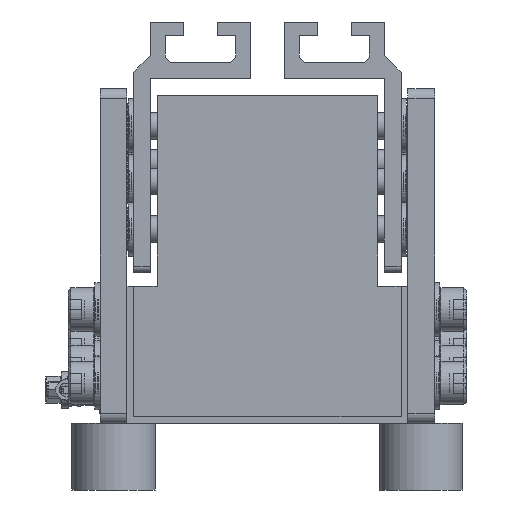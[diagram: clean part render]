
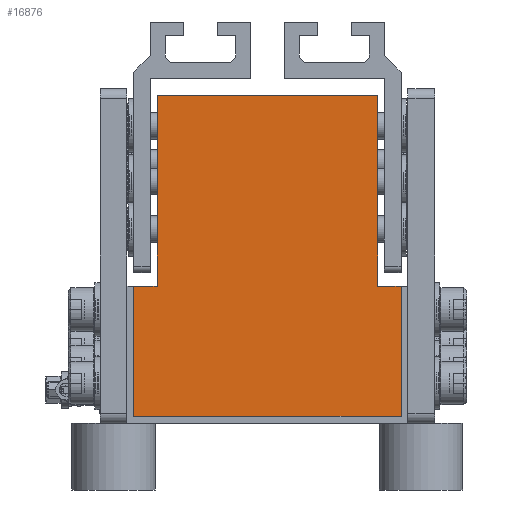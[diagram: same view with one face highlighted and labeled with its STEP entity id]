
A CAD part, left-side view. The second image highlights one B-rep face of the part: STEP entity #16876.
In plain terms, the highlighted face is planar.
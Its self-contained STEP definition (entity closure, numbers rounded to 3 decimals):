
#2296=FACE_OUTER_BOUND('',#3249,.T.);
#3249=EDGE_LOOP('',(#11113,#11114,#11115,#11116,#11117,#11118,#11119,#11120));
#4313=LINE('',#26002,#5549);
#4314=LINE('',#26004,#5550);
#4315=LINE('',#26006,#5551);
#4316=LINE('',#26008,#5552);
#4317=LINE('',#26010,#5553);
#4318=LINE('',#26012,#5554);
#4319=LINE('',#26014,#5555);
#4320=LINE('',#26015,#5556);
#5549=VECTOR('',#20394,1000.);
#5550=VECTOR('',#20395,1000.);
#5551=VECTOR('',#20396,1000.);
#5552=VECTOR('',#20397,1000.);
#5553=VECTOR('',#20398,1000.);
#5554=VECTOR('',#20399,1000.);
#5555=VECTOR('',#20400,1000.);
#5556=VECTOR('',#20401,1000.);
#6785=VERTEX_POINT('',#26000);
#6786=VERTEX_POINT('',#26001);
#6787=VERTEX_POINT('',#26003);
#6788=VERTEX_POINT('',#26005);
#6789=VERTEX_POINT('',#26007);
#6790=VERTEX_POINT('',#26009);
#6791=VERTEX_POINT('',#26011);
#6792=VERTEX_POINT('',#26013);
#8500=EDGE_CURVE('',#6785,#6786,#4313,.T.);
#8501=EDGE_CURVE('',#6787,#6785,#4314,.T.);
#8502=EDGE_CURVE('',#6788,#6787,#4315,.T.);
#8503=EDGE_CURVE('',#6788,#6789,#4316,.T.);
#8504=EDGE_CURVE('',#6789,#6790,#4317,.T.);
#8505=EDGE_CURVE('',#6791,#6790,#4318,.T.);
#8506=EDGE_CURVE('',#6791,#6792,#4319,.T.);
#8507=EDGE_CURVE('',#6792,#6786,#4320,.T.);
#11113=ORIENTED_EDGE('',*,*,#8500,.F.);
#11114=ORIENTED_EDGE('',*,*,#8501,.F.);
#11115=ORIENTED_EDGE('',*,*,#8502,.F.);
#11116=ORIENTED_EDGE('',*,*,#8503,.T.);
#11117=ORIENTED_EDGE('',*,*,#8504,.T.);
#11118=ORIENTED_EDGE('',*,*,#8505,.F.);
#11119=ORIENTED_EDGE('',*,*,#8506,.T.);
#11120=ORIENTED_EDGE('',*,*,#8507,.T.);
#16339=PLANE('',#18202);
#16876=ADVANCED_FACE('',(#2296),#16339,.F.);
#18202=AXIS2_PLACEMENT_3D('',#25999,#20392,#20393);
#20392=DIRECTION('center_axis',(0.,0.,1.));
#20393=DIRECTION('ref_axis',(1.,0.,0.));
#20394=DIRECTION('',(0.,1.,0.));
#20395=DIRECTION('',(1.,0.,0.));
#20396=DIRECTION('',(0.,-1.,0.));
#20397=DIRECTION('',(1.,0.,0.));
#20398=DIRECTION('',(0.,1.,0.));
#20399=DIRECTION('',(-1.,0.,0.));
#20400=DIRECTION('',(0.,-1.,0.));
#20401=DIRECTION('',(1.,0.,0.));
#25999=CARTESIAN_POINT('Origin',(0.,0.,0.));
#26000=CARTESIAN_POINT('',(40.,2.,0.));
#26001=CARTESIAN_POINT('',(40.,41.,0.));
#26002=CARTESIAN_POINT('',(40.,0.,0.));
#26003=CARTESIAN_POINT('',(-40.,2.,0.));
#26004=CARTESIAN_POINT('',(40.,2.,0.));
#26005=CARTESIAN_POINT('',(-40.,41.,0.));
#26006=CARTESIAN_POINT('',(-40.,41.,0.));
#26007=CARTESIAN_POINT('',(-33.,41.,0.));
#26008=CARTESIAN_POINT('',(-42.,41.,0.));
#26009=CARTESIAN_POINT('',(-33.,98.,0.));
#26010=CARTESIAN_POINT('',(-33.,98.,0.));
#26011=CARTESIAN_POINT('',(33.,98.,0.));
#26012=CARTESIAN_POINT('',(42.,98.,0.));
#26013=CARTESIAN_POINT('',(33.,41.,0.));
#26014=CARTESIAN_POINT('',(33.,98.,0.));
#26015=CARTESIAN_POINT('',(42.,41.,0.));
